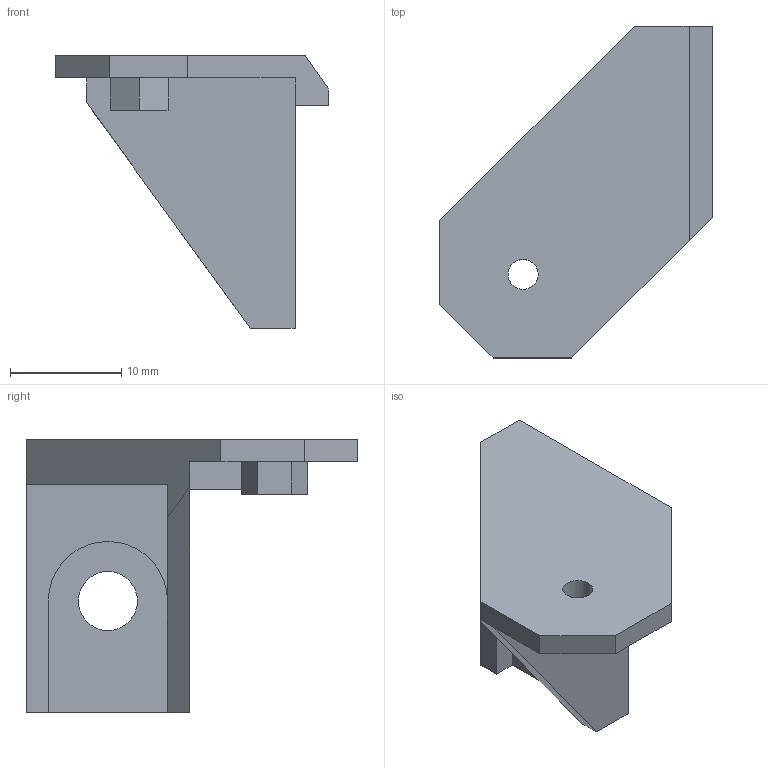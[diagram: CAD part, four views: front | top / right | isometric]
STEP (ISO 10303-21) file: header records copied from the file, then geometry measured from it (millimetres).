
FILE_DESCRIPTION(/* description */ (''),/* implementation_level */ '2;1');
FILE_NAME(/* name */ 'rambo_cover_base_upper_mount.stp',/* time_stamp */ '2017-09-21T18:24:54+02:00',/* author */ (''),/* organization */ (''),/* preprocessor_version */ 'ST-DEVELOPER v16.13',/* originating_system */ 'Autodesk Translation Framework v6.1.1.50',/* authorisation */ '');
FILE_SCHEMA (('AUTOMOTIVE_DESIGN { 1 0 10303 214 3 1 1 }'));
Length unit declared in the file: millimetre
Products named in the file (1): rambo_cover_base_upper_mount
Bounding box: 24.5 x 29.8 x 24.5 mm (x, y, z)
Volume: 2588.9 mm3; surface area: 2446.7 mm2
Topology: 1 solids, 1 shells, 31 faces, 82 edges, 54 vertices
Faces by surface type: plane 28, cylinder 3
Full cylindrical faces by diameter (mm): 2.7 x1, 5.3 x1
Entity records: 973 total; most frequent: CARTESIAN_POINT 166, ORIENTED_EDGE 160, DIRECTION 150, EDGE_CURVE 80, LINE 74, VECTOR 74, VERTEX_POINT 54, EDGE_LOOP 38
